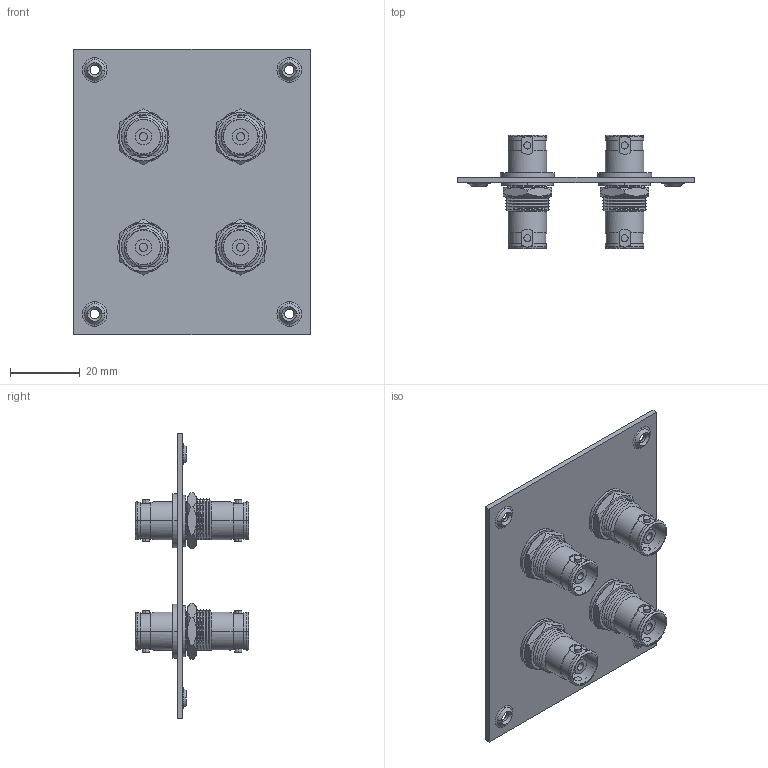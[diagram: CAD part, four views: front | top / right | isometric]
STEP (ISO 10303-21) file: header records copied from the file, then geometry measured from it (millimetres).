
FILE_DESCRIPTION (( 'STEP AP214' ), '1' );
FILE_NAME ('USP4BB_3D.STEP', '2022-08-22T13:21:42', ( '' ), ( '' ), 'SwSTEP 2.0', 'SolidWorks 2021', '' );
FILE_SCHEMA (( 'AUTOMOTIVE_DESIGN' ));
Length unit declared in the file: inch
Products named in the file (6): 1AR06-006_CENTER HOLE; USP4BB_3D; 3AA02-008; BA1089_.060 offset; BA1089; 3AA03-005
Assembly tree (8 placements, depth 3):
  USP4BB_3D
    1AR06-006_CENTER HOLE
    BA1089_.060 offset  x4
      BA1089
      3AA03-005
      3AA02-008
Bounding box: 68.07 x 32.51 x 82.04 mm (x, y, z)
Volume: 17551.7 mm3; surface area: 23511 mm2
Topology: 13 solids, 13 shells, 1090 faces, 2816 edges, 1800 vertices
Faces by surface type: cylinder 392, plane 354, cone 312, torus 32
Entity records: 11180 total; most frequent: CARTESIAN_POINT 2150, DIRECTION 1815, ORIENTED_EDGE 1684, EDGE_CURVE 842, AXIS2_PLACEMENT_3D 719, VERTEX_POINT 540, CIRCLE 385, LINE 377
